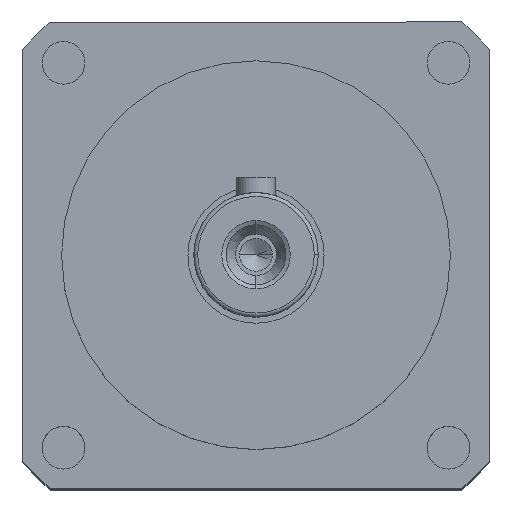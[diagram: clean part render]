
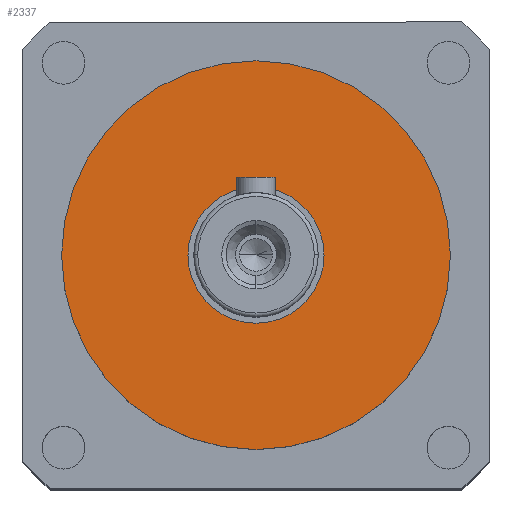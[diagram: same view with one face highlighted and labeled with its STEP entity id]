
A CAD part, top view. The second image highlights one B-rep face of the part: STEP entity #2337.
In plain terms, the highlighted planar face has unit normal (0, 0, 1).
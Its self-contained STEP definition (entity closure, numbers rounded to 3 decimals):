
#224 = EDGE_CURVE ( 'NONE', #2808, #3954, #2328, .T. ) ;
#323 = EDGE_CURVE ( 'NONE', #3954, #2808, #9569, .T. ) ;
#396 = DIRECTION ( 'NONE',  ( 1., 0., 0. ) ) ;
#1240 = CARTESIAN_POINT ( 'NONE',  ( 0., 0., 76.5 ) ) ;
#2031 = AXIS2_PLACEMENT_3D ( 'NONE', #2691, #4923, #9572 ) ;
#2328 = CIRCLE ( 'NONE', #2031, 25. ) ;
#2337 = ADVANCED_FACE ( 'NONE', ( #6717 ), #9678, .T. ) ;
#2691 = CARTESIAN_POINT ( 'NONE',  ( 0., 0., 76.5 ) ) ;
#2808 = VERTEX_POINT ( 'NONE', #7980 ) ;
#3576 = AXIS2_PLACEMENT_3D ( 'NONE', #1240, #5834, #396 ) ;
#3827 = ORIENTED_EDGE ( 'NONE', *, *, #323, .T. ) ;
#3954 = VERTEX_POINT ( 'NONE', #6318 ) ;
#4343 = AXIS2_PLACEMENT_3D ( 'NONE', #6587, #4833, #8254 ) ;
#4833 = DIRECTION ( 'NONE',  ( 0., 0., 1. ) ) ;
#4923 = DIRECTION ( 'NONE',  ( 0., 0., 1. ) ) ;
#5834 = DIRECTION ( 'NONE',  ( 0., 0., 1. ) ) ;
#6318 = CARTESIAN_POINT ( 'NONE',  ( 25., 0., 76.5 ) ) ;
#6587 = CARTESIAN_POINT ( 'NONE',  ( 0., 0., 76.5 ) ) ;
#6717 = FACE_OUTER_BOUND ( 'NONE', #8851, .T. ) ;
#7980 = CARTESIAN_POINT ( 'NONE',  ( -25., 0., 76.5 ) ) ;
#8254 = DIRECTION ( 'NONE',  ( 1., 0., 0. ) ) ;
#8851 = EDGE_LOOP ( 'NONE', ( #9848, #3827 ) ) ;
#9569 = CIRCLE ( 'NONE', #3576, 25. ) ;
#9572 = DIRECTION ( 'NONE',  ( 1., 0., 0. ) ) ;
#9678 = PLANE ( 'NONE',  #4343 ) ;
#9848 = ORIENTED_EDGE ( 'NONE', *, *, #224, .T. ) ;
